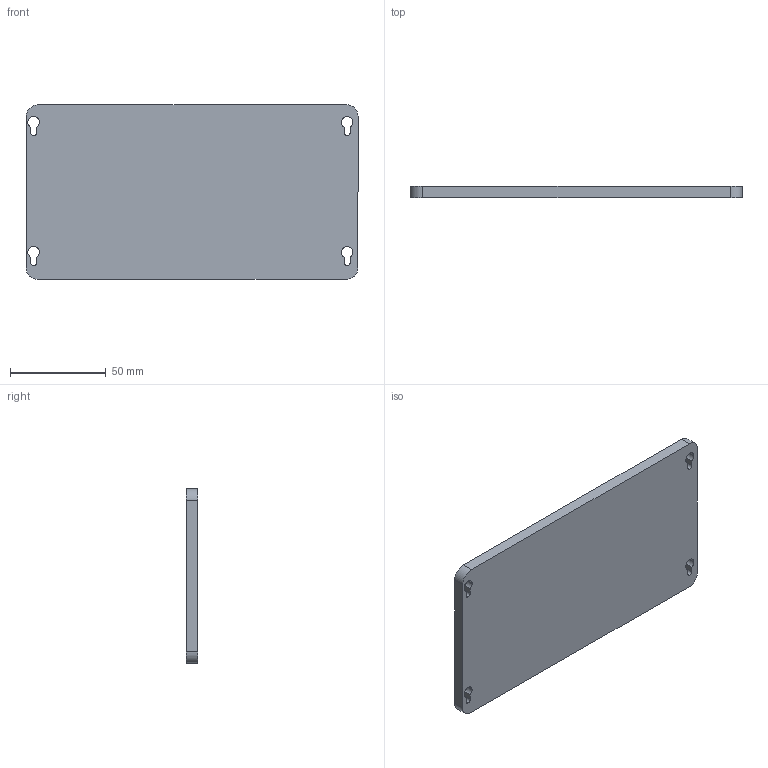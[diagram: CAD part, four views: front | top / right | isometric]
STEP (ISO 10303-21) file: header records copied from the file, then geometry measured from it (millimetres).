
FILE_DESCRIPTION (( 'STEP AP214' ), '1' );
FILE_NAME ('1529-A.STEP', '2015-03-20T12:31:24', ( '' ), ( '' ), 'SwSTEP 2.0', 'SolidWorks 2014', '' );
FILE_SCHEMA (( 'AUTOMOTIVE_DESIGN' ));
Length unit declared in the file: millimetre
Products named in the file (1): 1529-A
Bounding box: 173.59 x 6 x 91.39 mm (x, y, z)
Volume: 94036.4 mm3; surface area: 35093.8 mm2
Topology: 1 solids, 1 shells, 244 faces, 697 edges, 466 vertices
Faces by surface type: bspline 151, plane 90, cylinder 3
Entity records: 8763 total; most frequent: CARTESIAN_POINT 3391, ORIENTED_EDGE 1394, EDGE_CURVE 697, DIRECTION 583, VERTEX_POINT 466, LINE 383, VECTOR 383, B_SPLINE_CURVE_WITH_KNOTS 308
